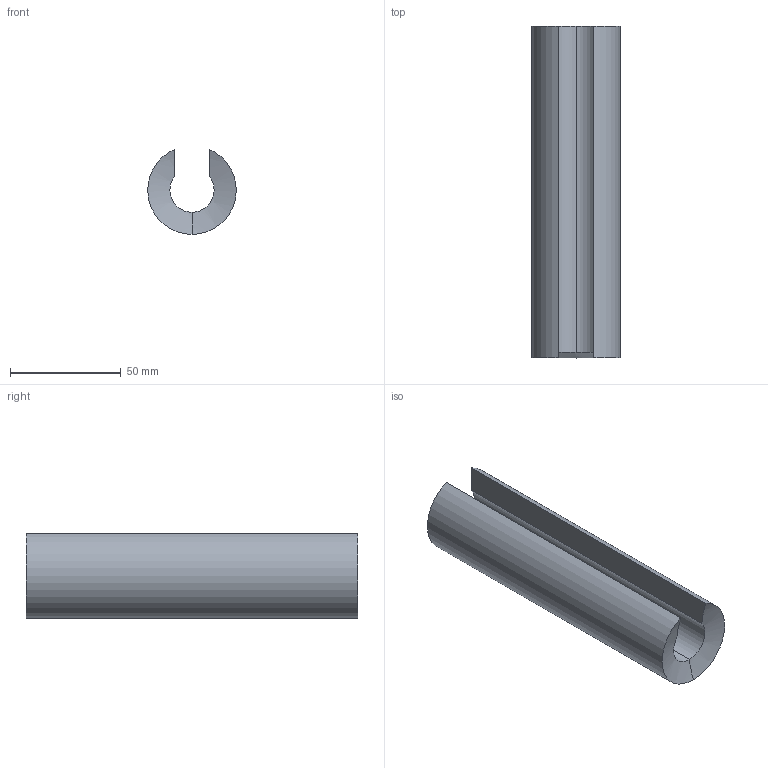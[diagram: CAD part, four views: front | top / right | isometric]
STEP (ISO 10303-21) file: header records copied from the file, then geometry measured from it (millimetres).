
FILE_DESCRIPTION (( 'STEP AP203' ), '1' );
FILE_NAME ('60650-240.STEP', '2018-08-08T14:32:42', ( '' ), ( '' ), 'SwSTEP 2.0', 'SolidWorks 2015', '' );
FILE_SCHEMA (( 'CONFIG_CONTROL_DESIGN' ));
Length unit declared in the file: millimetre
Products named in the file (1): 60650-240
Bounding box: 39.98 x 150 x 38.33 mm (x, y, z)
Volume: 114813.2 mm3; surface area: 28152.7 mm2
Topology: 1 solids, 1 shells, 231 faces, 607 edges, 404 vertices
Faces by surface type: plane 118, bspline 107, cylinder 4, sphere 2
Entity records: 13379 total; most frequent: CARTESIAN_POINT 8318, ORIENTED_EDGE 1214, DIRECTION 654, EDGE_CURVE 607, VERTEX_POINT 404, VECTOR 382, LINE 382, EDGE_LOOP 257
